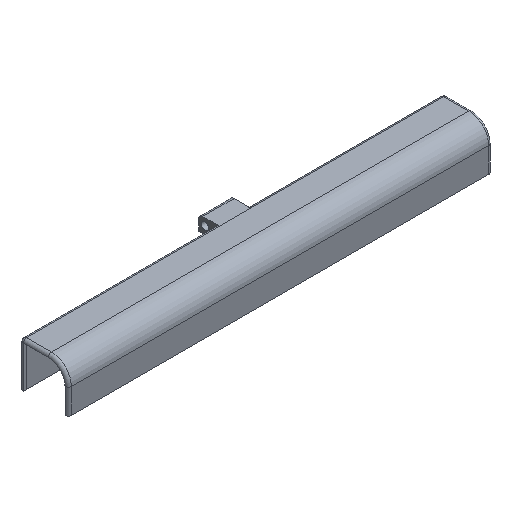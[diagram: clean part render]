
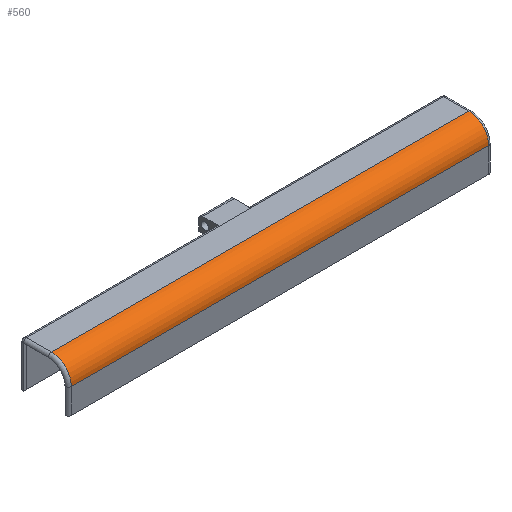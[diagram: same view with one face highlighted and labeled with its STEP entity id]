
A CAD part, isometric view. The second image highlights one B-rep face of the part: STEP entity #560.
In plain terms, the highlighted cylindrical face has radius 9.5 mm (diameter 19 mm), a partial arc.
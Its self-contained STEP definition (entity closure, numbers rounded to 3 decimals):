
#335 = VERTEX_POINT('',#336);
#336 = CARTESIAN_POINT('',(-100.,-2.,11.5));
#344 = EDGE_CURVE('',#335,#345,#347,.T.);
#345 = VERTEX_POINT('',#346);
#346 = CARTESIAN_POINT('',(100.,-2.,11.5));
#347 = LINE('',#348,#349);
#348 = CARTESIAN_POINT('',(-100.,-2.,11.5));
#349 = VECTOR('',#350,1.);
#350 = DIRECTION('',(1.,0.,0.));
#560 = ADVANCED_FACE('',(#561),#588,.T.);
#561 = FACE_BOUND('',#562,.T.);
#562 = EDGE_LOOP('',(#563,#572,#580,#587));
#563 = ORIENTED_EDGE('',*,*,#564,.T.);
#564 = EDGE_CURVE('',#335,#565,#567,.T.);
#565 = VERTEX_POINT('',#566);
#566 = CARTESIAN_POINT('',(-100.,-11.5,2.));
#567 = CIRCLE('',#568,9.5);
#568 = AXIS2_PLACEMENT_3D('',#569,#570,#571);
#569 = CARTESIAN_POINT('',(-100.,-2.,2.));
#570 = DIRECTION('',(1.,0.,0.));
#571 = DIRECTION('',(0.,0.,1.));
#572 = ORIENTED_EDGE('',*,*,#573,.T.);
#573 = EDGE_CURVE('',#565,#574,#576,.T.);
#574 = VERTEX_POINT('',#575);
#575 = CARTESIAN_POINT('',(100.,-11.5,2.));
#576 = LINE('',#577,#578);
#577 = CARTESIAN_POINT('',(-100.,-11.5,2.));
#578 = VECTOR('',#579,1.);
#579 = DIRECTION('',(1.,0.,0.));
#580 = ORIENTED_EDGE('',*,*,#581,.F.);
#581 = EDGE_CURVE('',#345,#574,#582,.T.);
#582 = CIRCLE('',#583,9.5);
#583 = AXIS2_PLACEMENT_3D('',#584,#585,#586);
#584 = CARTESIAN_POINT('',(100.,-2.,2.));
#585 = DIRECTION('',(1.,0.,0.));
#586 = DIRECTION('',(0.,0.,1.));
#587 = ORIENTED_EDGE('',*,*,#344,.F.);
#588 = CYLINDRICAL_SURFACE('',#589,9.5);
#589 = AXIS2_PLACEMENT_3D('',#590,#591,#592);
#590 = CARTESIAN_POINT('',(-100.,-2.,2.));
#591 = DIRECTION('',(1.,0.,0.));
#592 = DIRECTION('',(0.,0.,1.));
